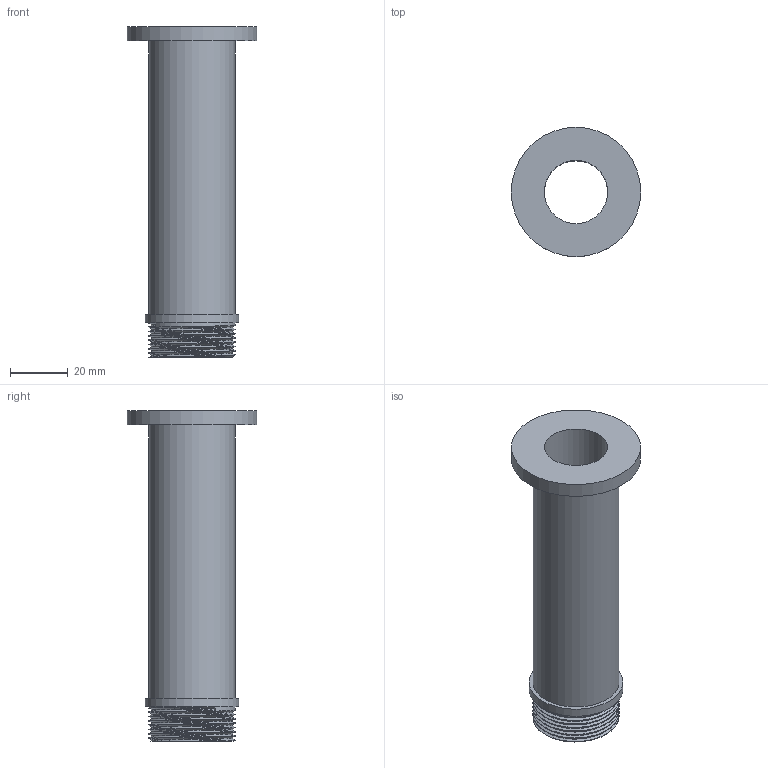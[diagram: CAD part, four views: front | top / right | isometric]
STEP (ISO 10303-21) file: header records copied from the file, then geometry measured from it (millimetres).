
FILE_DESCRIPTION(/* description */ (''),/* implementation_level */ '2;1');
FILE_NAME(/* name */ 'molded_part1.stp',/* time_stamp */ '2023-12-11T09:04:23+05:30',/* author */ (''),/* organization */ (''),/* preprocessor_version */ 'ST-DEVELOPER v20',/* originating_system */ 'SIEMENS PLM Software NX2312.1700',/* authorisation */ '');
FILE_SCHEMA (('AUTOMOTIVE_DESIGN { 1 0 10303 214 3 1 1 1 }'));
Length unit declared in the file: millimetre
Products named in the file (1): molded_part1
Bounding box: 45 x 45 x 115 mm (x, y, z)
Volume: 41953.4 mm3; surface area: 22316.9 mm2
Topology: 1 solids, 1 shells, 15 faces, 38 edges, 29 vertices
Faces by surface type: cylinder 6, plane 6, bspline 3
Full cylindrical faces by diameter (mm): 22 x1, 30 x1, 32.64 x1, 45 x1
Entity records: 1939 total; most frequent: CARTESIAN_POINT 1540, DIRECTION 69, ORIENTED_EDGE 52, AXIS2_PLACEMENT_3D 33, EDGE_CURVE 26, EDGE_LOOP 24, VERTEX_POINT 20, CIRCLE 19
